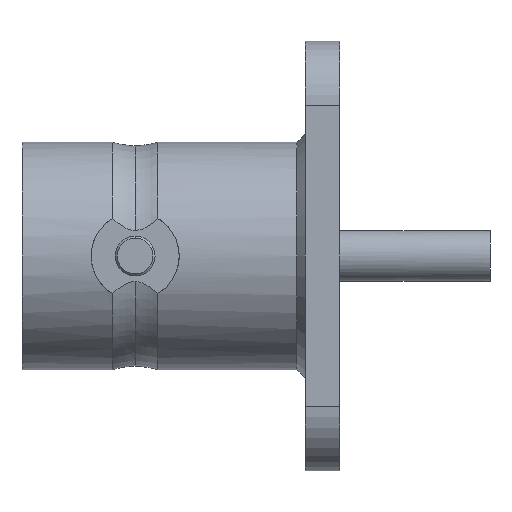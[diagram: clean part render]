
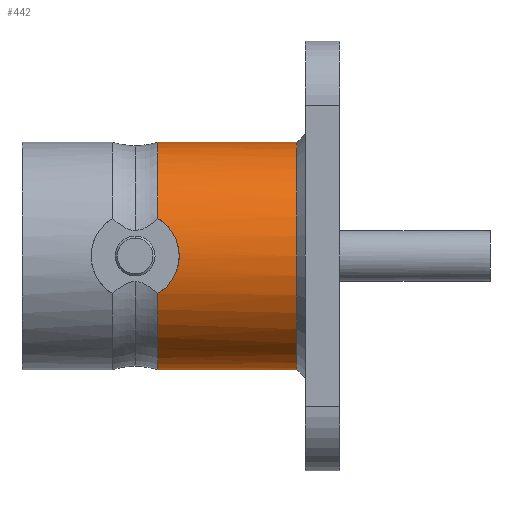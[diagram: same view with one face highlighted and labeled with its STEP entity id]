
A CAD part, front view. The second image highlights one B-rep face of the part: STEP entity #442.
In plain terms, the highlighted cylindrical face has radius 6.731 mm (diameter 13.462 mm), a partial arc.
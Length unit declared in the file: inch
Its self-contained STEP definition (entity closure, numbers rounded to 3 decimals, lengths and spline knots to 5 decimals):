
#52 = ORIENTED_EDGE ( 'NONE', *, *, #1215, .F. ) ;
#91 = CARTESIAN_POINT ( 'NONE',  ( 0.3165, -0.25006, -0.08773 ) ) ;
#100 = VERTEX_POINT ( 'NONE', #2624 ) ;
#135 = AXIS2_PLACEMENT_3D ( 'NONE', #147, #882, #1902 ) ;
#143 = CARTESIAN_POINT ( 'NONE',  ( 0.35689, -0.26158, -0.04313 ) ) ;
#147 = CARTESIAN_POINT ( 'NONE',  ( 0.3165, 0., 0. ) ) ;
#167 = EDGE_CURVE ( 'NONE', #1921, #2638, #1915, .T. ) ;
#184 = CARTESIAN_POINT ( 'NONE',  ( 0.35696, -0.26161, 0.04298 ) ) ;
#254 = CIRCLE ( 'NONE', #1498, 0.265 ) ;
#334 = DIRECTION ( 'NONE',  ( -1., 0., 0. ) ) ;
#404 = CIRCLE ( 'NONE', #135, 0.265 ) ;
#422 = ORIENTED_EDGE ( 'NONE', *, *, #2275, .T. ) ;
#442 = ADVANCED_FACE ( 'NONE', ( #2058 ), #2838, .T. ) ;
#443 = DIRECTION ( 'NONE',  ( 0., 0., 1. ) ) ;
#474 = CARTESIAN_POINT ( 'NONE',  ( 0.05371, 0., 0.265 ) ) ;
#684 = CARTESIAN_POINT ( 'NONE',  ( 0.36034, -0.26285, 0.03474 ) ) ;
#803 = AXIS2_PLACEMENT_3D ( 'NONE', #2488, #1782, #1790 ) ;
#812 = CARTESIAN_POINT ( 'NONE',  ( 0.3165, 0., 0.265 ) ) ;
#882 = DIRECTION ( 'NONE',  ( -1., 0., 0. ) ) ;
#887 = B_SPLINE_CURVE_WITH_KNOTS ( 'NONE', 3,
 ( #926, #1662, #3136, #1415, #1433, #143, #940, #1174, #2891, #3154, #1672, #684, #184, #1683, #891, #1933, #2176, #2628 ),
 .UNSPECIFIED., .F., .F.,
 ( 4, 2, 2, 2, 2, 2, 2, 2, 4 ),
 ( 0., 0.00067, 0.00135, 0.00202, 0.00269, 0.00337, 0.00404, 0.00471, 0.00538 ),
 .UNSPECIFIED. ) ;
#891 = CARTESIAN_POINT ( 'NONE',  ( 0.34301, -0.25692, 0.06527 ) ) ;
#926 = CARTESIAN_POINT ( 'NONE',  ( 0.3165, -0.25006, -0.08773 ) ) ;
#940 = CARTESIAN_POINT ( 'NONE',  ( 0.3603, -0.26284, -0.03485 ) ) ;
#1174 = CARTESIAN_POINT ( 'NONE',  ( 0.36483, -0.26454, -0.01781 ) ) ;
#1177 = VERTEX_POINT ( 'NONE', #91 ) ;
#1215 = EDGE_CURVE ( 'NONE', #100, #2144, #1458, .T. ) ;
#1280 = EDGE_CURVE ( 'NONE', #1177, #1921, #887, .T. ) ;
#1391 = EDGE_LOOP ( 'NONE', ( #52, #2803, #422, #2592, #1823, #2436 ) ) ;
#1415 = CARTESIAN_POINT ( 'NONE',  ( 0.34295, -0.2569, -0.06534 ) ) ;
#1433 = CARTESIAN_POINT ( 'NONE',  ( 0.34828, -0.25863, -0.05826 ) ) ;
#1458 = LINE ( 'NONE', #1885, #2163 ) ;
#1498 = AXIS2_PLACEMENT_3D ( 'NONE', #2290, #334, #2531 ) ;
#1515 = CARTESIAN_POINT ( 'NONE',  ( 0.3165, -0.25006, 0.08773 ) ) ;
#1551 = AXIS2_PLACEMENT_3D ( 'NONE', #1928, #1961, #443 ) ;
#1662 = CARTESIAN_POINT ( 'NONE',  ( 0.32405, -0.25165, -0.08318 ) ) ;
#1672 = CARTESIAN_POINT ( 'NONE',  ( 0.36486, -0.26455, 0.01762 ) ) ;
#1683 = CARTESIAN_POINT ( 'NONE',  ( 0.34834, -0.25865, 0.05817 ) ) ;
#1782 = DIRECTION ( 'NONE',  ( -1., 0., 0. ) ) ;
#1790 = DIRECTION ( 'NONE',  ( 0., 0., 1. ) ) ;
#1823 = ORIENTED_EDGE ( 'NONE', *, *, #1280, .F. ) ;
#1885 = CARTESIAN_POINT ( 'NONE',  ( 0.05371, 0., -0.265 ) ) ;
#1890 = LINE ( 'NONE', #474, #2606 ) ;
#1902 = DIRECTION ( 'NONE',  ( 0., 0., 1. ) ) ;
#1915 = CIRCLE ( 'NONE', #1551, 0.265 ) ;
#1921 = VERTEX_POINT ( 'NONE', #1515 ) ;
#1928 = CARTESIAN_POINT ( 'NONE',  ( 0.3165, 0., 0. ) ) ;
#1933 = CARTESIAN_POINT ( 'NONE',  ( 0.33091, -0.25344, 0.0777 ) ) ;
#1961 = DIRECTION ( 'NONE',  ( -1., 0., 0. ) ) ;
#2058 = FACE_OUTER_BOUND ( 'NONE', #1391, .T. ) ;
#2144 = VERTEX_POINT ( 'NONE', #2629 ) ;
#2163 = VECTOR ( 'NONE', #2867, 39.37008 ) ;
#2176 = CARTESIAN_POINT ( 'NONE',  ( 0.32405, -0.25165, 0.08318 ) ) ;
#2177 = VERTEX_POINT ( 'NONE', #2664 ) ;
#2275 = EDGE_CURVE ( 'NONE', #2177, #2638, #1890, .T. ) ;
#2290 = CARTESIAN_POINT ( 'NONE',  ( 0.64, 0., 0. ) ) ;
#2363 = DIRECTION ( 'NONE',  ( -1., 0., 0. ) ) ;
#2436 = ORIENTED_EDGE ( 'NONE', *, *, #3199, .F. ) ;
#2488 = CARTESIAN_POINT ( 'NONE',  ( 0.05371, 0., 0. ) ) ;
#2531 = DIRECTION ( 'NONE',  ( 0., 0., 1. ) ) ;
#2592 = ORIENTED_EDGE ( 'NONE', *, *, #167, .F. ) ;
#2606 = VECTOR ( 'NONE', #2363, 39.37008 ) ;
#2620 = EDGE_CURVE ( 'NONE', #100, #2177, #254, .T. ) ;
#2624 = CARTESIAN_POINT ( 'NONE',  ( 0.64, 0., -0.265 ) ) ;
#2628 = CARTESIAN_POINT ( 'NONE',  ( 0.3165, -0.25006, 0.08773 ) ) ;
#2629 = CARTESIAN_POINT ( 'NONE',  ( 0.3165, 0., -0.265 ) ) ;
#2638 = VERTEX_POINT ( 'NONE', #812 ) ;
#2664 = CARTESIAN_POINT ( 'NONE',  ( 0.64, 0., 0.265 ) ) ;
#2803 = ORIENTED_EDGE ( 'NONE', *, *, #2620, .T. ) ;
#2838 = CYLINDRICAL_SURFACE ( 'NONE', #803, 0.265 ) ;
#2867 = DIRECTION ( 'NONE',  ( -1., 0., 0. ) ) ;
#2891 = CARTESIAN_POINT ( 'NONE',  ( 0.36599, -0.265, -0.00906 ) ) ;
#3136 = CARTESIAN_POINT ( 'NONE',  ( 0.33082, -0.25341, -0.07778 ) ) ;
#3154 = CARTESIAN_POINT ( 'NONE',  ( 0.36601, -0.265, 0.00887 ) ) ;
#3199 = EDGE_CURVE ( 'NONE', #2144, #1177, #404, .T. ) ;
